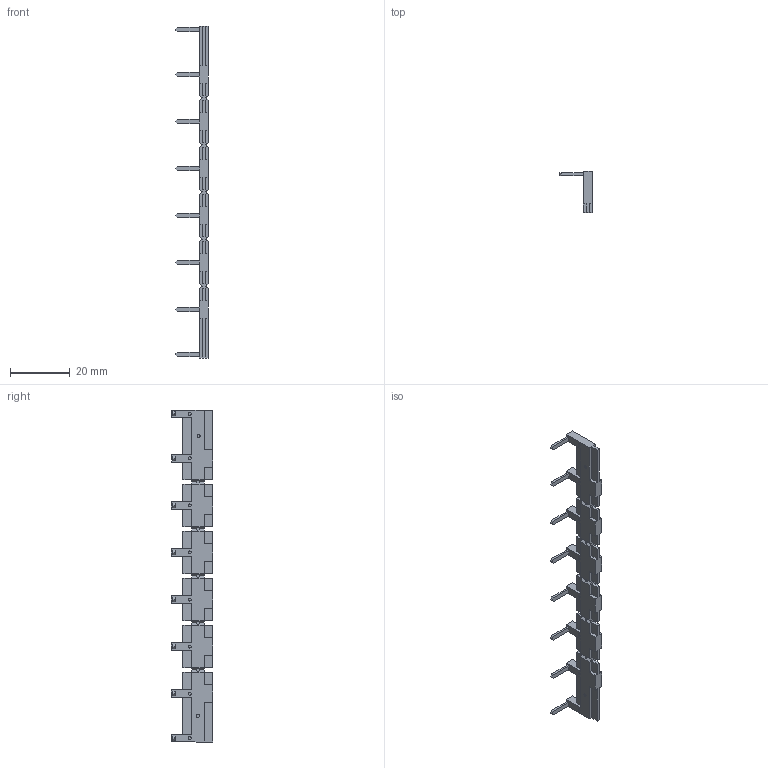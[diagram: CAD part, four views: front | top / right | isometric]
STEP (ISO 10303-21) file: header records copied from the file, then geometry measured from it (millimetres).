
FILE_DESCRIPTION((''),'2;1');
FILE_NAME('ZGGZ80.stp','2015-07-29T08:25:00',('CAD Station'),(''),'Autodesk Inventor 2013','Autodesk Inventor 2013','');
FILE_SCHEMA(('CONFIG_CONTROL_DESIGN'));
Length unit declared in the file: millimetre
Products named in the file (1): ZGGZ80
Bounding box: 11 x 13.8 x 111.5 mm (x, y, z)
Volume: 2594.1 mm3; surface area: 3738.3 mm2
Topology: 1 solids, 1 shells, 310 faces, 800 edges, 520 vertices
Faces by surface type: plane 270, cylinder 40
Full cylindrical faces by diameter (mm): 1 x20
Entity records: 9461 total; most frequent: CARTESIAN_POINT 1611, ORIENTED_EDGE 1560, DIRECTION 1482, EDGE_CURVE 780, VECTOR 700, LINE 700, VERTEX_POINT 520, AXIS2_PLACEMENT_3D 391
